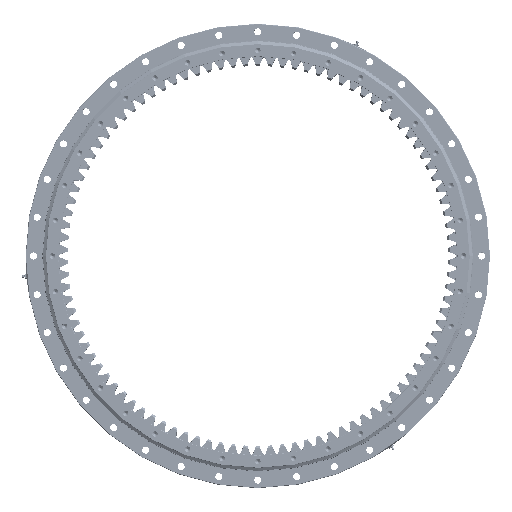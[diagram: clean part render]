
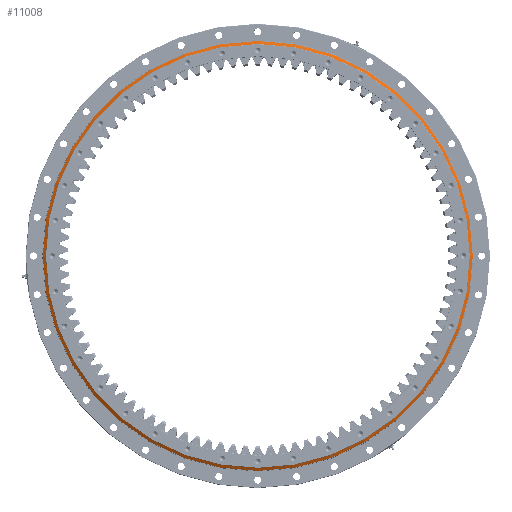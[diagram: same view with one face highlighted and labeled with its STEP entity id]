
A CAD part, top view. The second image highlights one B-rep face of the part: STEP entity #11008.
In plain terms, the highlighted conical face has half-angle 58.57 degrees and reference radius 536.25 mm.
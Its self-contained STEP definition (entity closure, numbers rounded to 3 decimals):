
#6422 = DIRECTION ( 'NONE',  ( 0., 0., -1. ) ) ;
#8090 = VERTEX_POINT ( 'NONE', #28985 ) ;
#8399 = AXIS2_PLACEMENT_3D ( 'NONE', #38539, #12917, #33512 ) ;
#11008 = ADVANCED_FACE ( 'NONE', ( #45921, #29489 ), #54556, .T. ) ;
#12917 = DIRECTION ( 'NONE',  ( 0., -1., 0. ) ) ;
#18575 = DIRECTION ( 'NONE',  ( 0., -1., 0. ) ) ;
#23468 = ORIENTED_EDGE ( 'NONE', *, *, #59554, .F. ) ;
#23621 = DIRECTION ( 'NONE',  ( 0., 0., -1. ) ) ;
#24088 = EDGE_LOOP ( 'NONE', ( #29365 ) ) ;
#25865 = CARTESIAN_POINT ( 'NONE',  ( 529.25, -2.61, -543.794 ) ) ;
#27957 = EDGE_CURVE ( 'NONE', #8090, #8090, #55521, .T. ) ;
#28985 = CARTESIAN_POINT ( 'NONE',  ( 529.25, 2., -536.25 ) ) ;
#29171 = VERTEX_POINT ( 'NONE', #25865 ) ;
#29365 = ORIENTED_EDGE ( 'NONE', *, *, #27957, .T. ) ;
#29489 = FACE_BOUND ( 'NONE', #24088, .T. ) ;
#33512 = DIRECTION ( 'NONE',  ( 0., 0., -1. ) ) ;
#35692 = CIRCLE ( 'NONE', #8399, 543.794 ) ;
#38539 = CARTESIAN_POINT ( 'NONE',  ( 529.25, -2.61, 0. ) ) ;
#41800 = AXIS2_PLACEMENT_3D ( 'NONE', #51091, #45617, #6422 ) ;
#44479 = AXIS2_PLACEMENT_3D ( 'NONE', #49027, #18575, #23621 ) ;
#45617 = DIRECTION ( 'NONE',  ( 0., -1., 0. ) ) ;
#45921 = FACE_OUTER_BOUND ( 'NONE', #52816, .T. ) ;
#49027 = CARTESIAN_POINT ( 'NONE',  ( 529.25, 2., 0. ) ) ;
#51091 = CARTESIAN_POINT ( 'NONE',  ( 529.25, 2., 0. ) ) ;
#52816 = EDGE_LOOP ( 'NONE', ( #23468 ) ) ;
#54556 = CONICAL_SURFACE ( 'NONE', #44479, 536.25, 1.022 ) ;
#55521 = CIRCLE ( 'NONE', #41800, 536.25 ) ;
#59554 = EDGE_CURVE ( 'NONE', #29171, #29171, #35692, .T. ) ;
